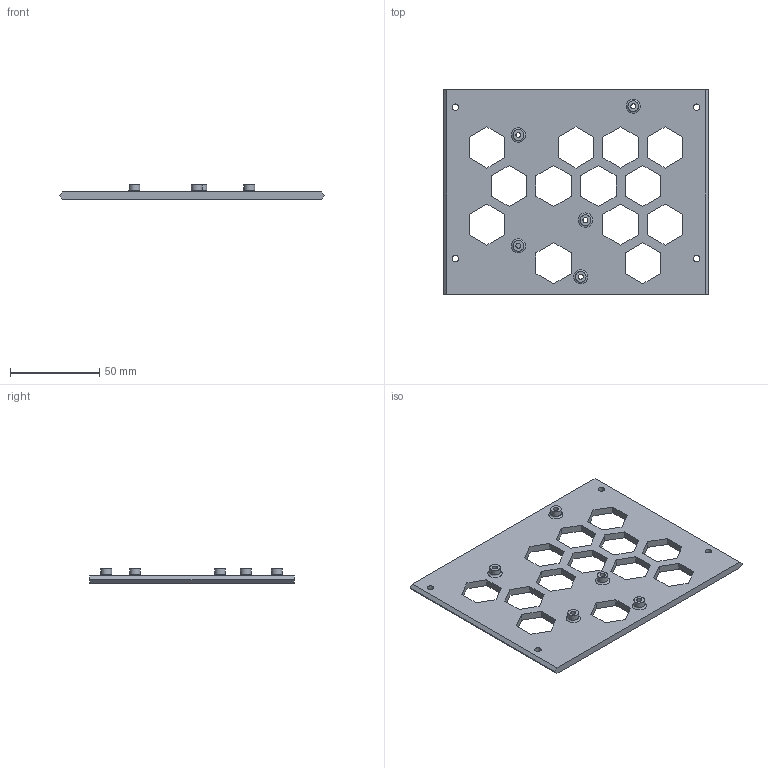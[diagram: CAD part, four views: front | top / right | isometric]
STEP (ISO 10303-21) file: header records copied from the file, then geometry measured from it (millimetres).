
FILE_DESCRIPTION(/* description */ (''),/* implementation_level */ '2;1');
FILE_NAME(/* name */ 'MCU Tray - BTT SKR E3 M3.step',/* time_stamp */ '2022-10-17T11:11:51-05:00',/* author */ (''),/* organization */ (''),/* preprocessor_version */ 'ST-DEVELOPER v19',/* originating_system */ 'Autodesk Translation Framework v11.7.0.108',/* authorisation */ '');
FILE_SCHEMA (('AUTOMOTIVE_DESIGN { 1 0 10303 214 3 1 1 }'));
Length unit declared in the file: millimetre
Products named in the file (1): MCU Tray - BTT SKR E3 M3
Bounding box: 148.6 x 114.85 x 8 mm (x, y, z)
Volume: 49709.6 mm3; surface area: 31044.2 mm2
Topology: 1 solids, 1 shells, 113 faces, 310 edges, 205 vertices
Faces by surface type: plane 94, cylinder 14, torus 5
Full cylindrical faces by diameter (mm): 2.8 x5, 3.6 x4, 6 x5
Entity records: 3666 total; most frequent: CARTESIAN_POINT 629, ORIENTED_EDGE 620, DIRECTION 576, EDGE_CURVE 310, LINE 272, VECTOR 272, VERTEX_POINT 205, EDGE_LOOP 161
